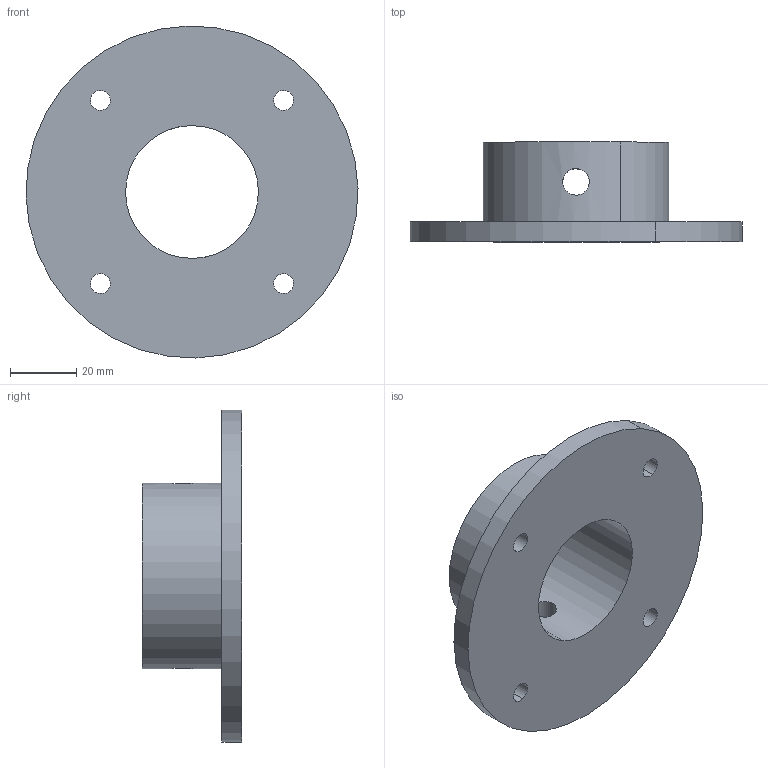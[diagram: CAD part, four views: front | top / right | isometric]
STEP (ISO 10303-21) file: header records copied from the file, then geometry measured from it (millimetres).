
FILE_DESCRIPTION(('CATIA V5 STEP Exchange'),'2;1');
FILE_NAME('MOYEUX.stp','2020-04-29T17:05:51+00:00',('none'),('none'),'CATIA Version 5 Release 20 GA (IN-10)','CATIA V5 STEP AP203','none');
FILE_SCHEMA(('CONFIG_CONTROL_DESIGN'));
Length unit declared in the file: millimetre
Products named in the file (1): MOYEUX
Bounding box: 99.97 x 30 x 99.97 mm (x, y, z)
Volume: 67051.3 mm3; surface area: 23501.3 mm2
Topology: 1 solids, 1 shells, 21 faces, 54 edges, 36 vertices
Faces by surface type: cylinder 18, plane 3
Entity records: 744 total; most frequent: CARTESIAN_POINT 214, ORIENTED_EDGE 108, DIRECTION 68, EDGE_CURVE 54, AXIS2_PLACEMENT_3D 40, EDGE_LOOP 36, VERTEX_POINT 36, CIRCLE 28
